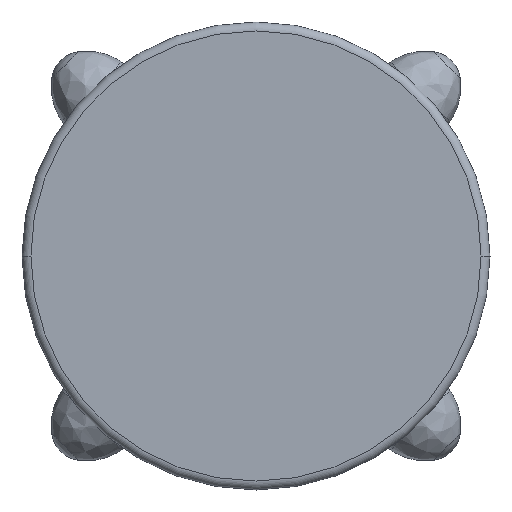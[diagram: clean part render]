
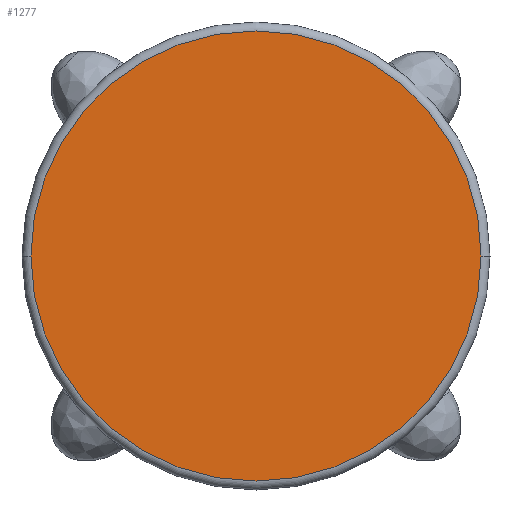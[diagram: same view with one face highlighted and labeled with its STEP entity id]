
A CAD part, front view. The second image highlights one B-rep face of the part: STEP entity #1277.
In plain terms, the highlighted planar face has unit normal (0, -1, 0).
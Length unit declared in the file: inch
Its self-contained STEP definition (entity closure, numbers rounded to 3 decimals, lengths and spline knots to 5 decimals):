
#52=CARTESIAN_POINT('',(0.,0.,0.));
#53=DIRECTION('',(0.,1.,0.));
#54=DIRECTION('',(1.,0.,0.));
#55=AXIS2_PLACEMENT_3D('',#52,#53,#54);
#62=CARTESIAN_POINT('',(0.,0.,0.));
#63=DIRECTION('',(0.,-1.,0.));
#64=DIRECTION('',(1.,0.,0.));
#65=AXIS2_PLACEMENT_3D('',#62,#63,#64);
#1012=CARTESIAN_POINT('',(1.2625,0.,0.));
#1013=CARTESIAN_POINT('',(-1.2625,0.,0.));
#1014=VERTEX_POINT('',#1012);
#1015=VERTEX_POINT('',#1013);
#1267=CARTESIAN_POINT('',(0.,0.,0.));
#1268=DIRECTION('',(0.,1.,0.));
#1269=DIRECTION('',(-1.,0.,0.));
#1270=AXIS2_PLACEMENT_3D('',#1267,#1268,#1269);
#1271=PLANE('',#1270);
#1273=ORIENTED_EDGE('',*,*,#1272,.F.);
#1274=ORIENTED_EDGE('',*,*,#1257,.T.);
#1275=EDGE_LOOP('',(#1273,#1274));
#1276=FACE_OUTER_BOUND('',#1275,.F.);
#1277=ADVANCED_FACE('',(#1276),#1271,.F.);
#56=CIRCLE('',#55,1.2625);
#66=CIRCLE('',#65,1.2625);
#1257=EDGE_CURVE('',#1014,#1015,#56,.T.);
#1272=EDGE_CURVE('',#1014,#1015,#66,.T.);
